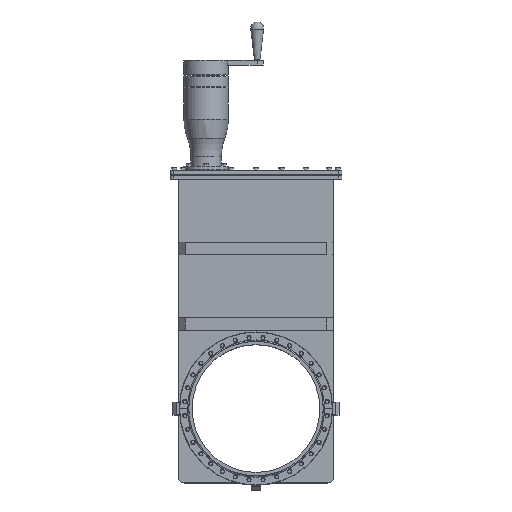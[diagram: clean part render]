
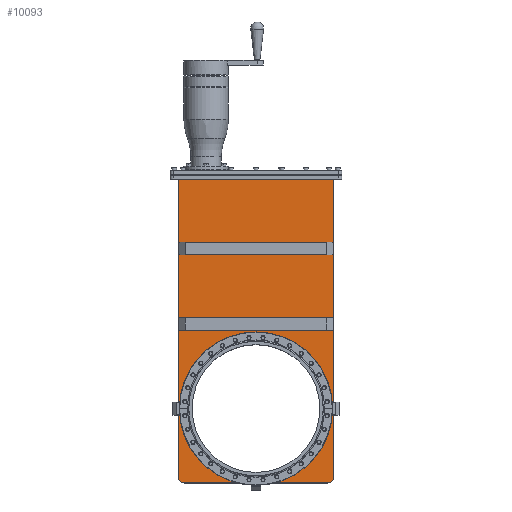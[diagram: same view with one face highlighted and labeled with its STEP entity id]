
A CAD part, top view. The second image highlights one B-rep face of the part: STEP entity #10093.
In plain terms, the highlighted planar face has unit normal (0, 0, 1).
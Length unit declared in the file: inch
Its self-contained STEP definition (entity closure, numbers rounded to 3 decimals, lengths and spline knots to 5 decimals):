
#611=DIRECTION('',(0.,-1.,0.));
#612=VECTOR('',#611,1.);
#613=CARTESIAN_POINT('',(-6.0375,7.12,0.827));
#614=LINE('',#613,#612);
#615=DIRECTION('',(1.,0.,0.));
#616=VECTOR('',#615,12.075);
#617=CARTESIAN_POINT('',(-6.0375,6.12,0.827));
#618=LINE('',#617,#616);
#619=DIRECTION('',(0.,1.,0.));
#620=VECTOR('',#619,1.);
#621=CARTESIAN_POINT('',(6.0375,6.12,0.827));
#622=LINE('',#621,#620);
#623=DIRECTION('',(-1.,0.,0.));
#624=VECTOR('',#623,12.075);
#625=CARTESIAN_POINT('',(6.0375,7.12,0.827));
#626=LINE('',#625,#624);
#627=DIRECTION('',(0.,-1.,0.));
#628=VECTOR('',#627,1.);
#629=CARTESIAN_POINT('',(-6.0375,13.03,0.827));
#630=LINE('',#629,#628);
#631=DIRECTION('',(1.,0.,0.));
#632=VECTOR('',#631,12.075);
#633=CARTESIAN_POINT('',(-6.0375,12.03,0.827));
#634=LINE('',#633,#632);
#635=DIRECTION('',(0.,1.,0.));
#636=VECTOR('',#635,1.);
#637=CARTESIAN_POINT('',(6.0375,12.03,0.827));
#638=LINE('',#637,#636);
#639=DIRECTION('',(-1.,0.,0.));
#640=VECTOR('',#639,12.075);
#641=CARTESIAN_POINT('',(6.0375,13.03,0.827));
#642=LINE('',#641,#640);
#643=DIRECTION('',(-1.,0.,0.));
#644=VECTOR('',#643,4.24822);
#645=CARTESIAN_POINT('',(5.6095,-5.823,0.827));
#646=LINE('',#645,#644);
#647=CARTESIAN_POINT('',(0.,0.,0.827));
#648=DIRECTION('',(0.,0.,-1.));
#649=DIRECTION('',(0.,1.,0.));
#650=AXIS2_PLACEMENT_3D('',#647,#648,#649);
#652=CARTESIAN_POINT('',(0.,0.,0.827));
#653=DIRECTION('',(0.,0.,1.));
#654=DIRECTION('',(0.,1.,0.));
#655=AXIS2_PLACEMENT_3D('',#652,#653,#654);
#657=DIRECTION('',(-1.,0.,0.));
#658=VECTOR('',#657,4.24822);
#659=CARTESIAN_POINT('',(-1.36128,-5.823,0.827));
#660=LINE('',#659,#658);
#661=CARTESIAN_POINT('',(-5.6095,-5.375,0.827));
#662=DIRECTION('',(0.,0.,1.));
#663=DIRECTION('',(-1.,0.,0.));
#664=AXIS2_PLACEMENT_3D('',#661,#662,#663);
#666=DIRECTION('',(0.,-1.,0.));
#667=VECTOR('',#666,23.31);
#668=CARTESIAN_POINT('',(-6.0575,17.935,0.827));
#669=LINE('',#668,#667);
#670=DIRECTION('',(1.,0.,0.));
#671=VECTOR('',#670,12.115);
#672=CARTESIAN_POINT('',(-6.0575,17.935,0.827));
#673=LINE('',#672,#671);
#674=DIRECTION('',(0.,1.,0.));
#675=VECTOR('',#674,23.31);
#676=CARTESIAN_POINT('',(6.0575,-5.375,0.827));
#677=LINE('',#676,#675);
#678=CARTESIAN_POINT('',(5.6095,-5.375,0.827));
#679=DIRECTION('',(0.,0.,1.));
#680=DIRECTION('',(0.,-1.,0.));
#681=AXIS2_PLACEMENT_3D('',#678,#679,#680);
#7461=CARTESIAN_POINT('',(5.6095,-5.823,0.827));
#7462=VERTEX_POINT('',#7461);
#7463=CARTESIAN_POINT('',(6.0575,-5.375,0.827));
#7464=VERTEX_POINT('',#7463);
#7477=CARTESIAN_POINT('',(-6.0575,-5.375,0.827));
#7478=VERTEX_POINT('',#7477);
#7479=CARTESIAN_POINT('',(-5.6095,-5.823,0.827));
#7480=VERTEX_POINT('',#7479);
#7485=CARTESIAN_POINT('',(-6.0575,17.935,0.827));
#7486=CARTESIAN_POINT('',(6.0575,17.935,0.827));
#7487=VERTEX_POINT('',#7485);
#7488=VERTEX_POINT('',#7486);
#7553=CARTESIAN_POINT('',(-6.0375,7.12,0.827));
#7554=CARTESIAN_POINT('',(-6.0375,6.12,0.827));
#7555=VERTEX_POINT('',#7553);
#7556=VERTEX_POINT('',#7554);
#7557=CARTESIAN_POINT('',(6.0375,6.12,0.827));
#7558=VERTEX_POINT('',#7557);
#7559=CARTESIAN_POINT('',(6.0375,7.12,0.827));
#7560=VERTEX_POINT('',#7559);
#7561=CARTESIAN_POINT('',(-6.0375,13.03,0.827));
#7562=CARTESIAN_POINT('',(-6.0375,12.03,0.827));
#7563=VERTEX_POINT('',#7561);
#7564=VERTEX_POINT('',#7562);
#7565=CARTESIAN_POINT('',(6.0375,12.03,0.827));
#7566=VERTEX_POINT('',#7565);
#7567=CARTESIAN_POINT('',(6.0375,13.03,0.827));
#7568=VERTEX_POINT('',#7567);
#8281=CARTESIAN_POINT('',(1.36128,-5.823,0.827));
#8283=VERTEX_POINT('',#8281);
#8285=CARTESIAN_POINT('',(-1.36128,-5.823,0.827));
#8286=VERTEX_POINT('',#8285);
#8309=CARTESIAN_POINT('',(0.,5.98,0.827));
#8310=VERTEX_POINT('',#8309);
#10050=CARTESIAN_POINT('',(0.,0.,0.827));
#10051=DIRECTION('',(0.,0.,1.));
#10052=DIRECTION('',(1.,0.,0.));
#10053=AXIS2_PLACEMENT_3D('',#10050,#10051,#10052);
#10054=PLANE('',#10053);
#10055=ORIENTED_EDGE('',*,*,#10020,.T.);
#10057=ORIENTED_EDGE('',*,*,#10056,.F.);
#10059=ORIENTED_EDGE('',*,*,#10058,.T.);
#10060=ORIENTED_EDGE('',*,*,#10016,.T.);
#10062=ORIENTED_EDGE('',*,*,#10061,.F.);
#10064=ORIENTED_EDGE('',*,*,#10063,.F.);
#10066=ORIENTED_EDGE('',*,*,#10065,.T.);
#10068=ORIENTED_EDGE('',*,*,#10067,.F.);
#10070=ORIENTED_EDGE('',*,*,#10069,.F.);
#10071=EDGE_LOOP('',(#10055,#10057,#10059,#10060,#10062,#10064,#10066,#10068,
#10070));
#10072=FACE_OUTER_BOUND('',#10071,.F.);
#10074=ORIENTED_EDGE('',*,*,#10073,.T.);
#10076=ORIENTED_EDGE('',*,*,#10075,.T.);
#10078=ORIENTED_EDGE('',*,*,#10077,.T.);
#10080=ORIENTED_EDGE('',*,*,#10079,.T.);
#10081=EDGE_LOOP('',(#10074,#10076,#10078,#10080));
#10082=FACE_BOUND('',#10081,.F.);
#10084=ORIENTED_EDGE('',*,*,#10083,.T.);
#10086=ORIENTED_EDGE('',*,*,#10085,.T.);
#10088=ORIENTED_EDGE('',*,*,#10087,.T.);
#10090=ORIENTED_EDGE('',*,*,#10089,.T.);
#10091=EDGE_LOOP('',(#10084,#10086,#10088,#10090));
#10092=FACE_BOUND('',#10091,.F.);
#651=CIRCLE('',#650,5.98);
#656=CIRCLE('',#655,5.98);
#665=CIRCLE('',#664,0.448);
#682=CIRCLE('',#681,0.448);
#10016=EDGE_CURVE('',#8286,#7480,#660,.T.);
#10020=EDGE_CURVE('',#7462,#8283,#646,.T.);
#10056=EDGE_CURVE('',#8310,#8283,#651,.T.);
#10058=EDGE_CURVE('',#8310,#8286,#656,.T.);
#10061=EDGE_CURVE('',#7478,#7480,#665,.T.);
#10063=EDGE_CURVE('',#7487,#7478,#669,.T.);
#10065=EDGE_CURVE('',#7487,#7488,#673,.T.);
#10067=EDGE_CURVE('',#7464,#7488,#677,.T.);
#10069=EDGE_CURVE('',#7462,#7464,#682,.T.);
#10073=EDGE_CURVE('',#7563,#7564,#630,.T.);
#10075=EDGE_CURVE('',#7564,#7566,#634,.T.);
#10077=EDGE_CURVE('',#7566,#7568,#638,.T.);
#10079=EDGE_CURVE('',#7568,#7563,#642,.T.);
#10083=EDGE_CURVE('',#7555,#7556,#614,.T.);
#10085=EDGE_CURVE('',#7556,#7558,#618,.T.);
#10087=EDGE_CURVE('',#7558,#7560,#622,.T.);
#10089=EDGE_CURVE('',#7560,#7555,#626,.T.);
#10093=ADVANCED_FACE('',(#10072,#10082,#10092),#10054,.T.);
